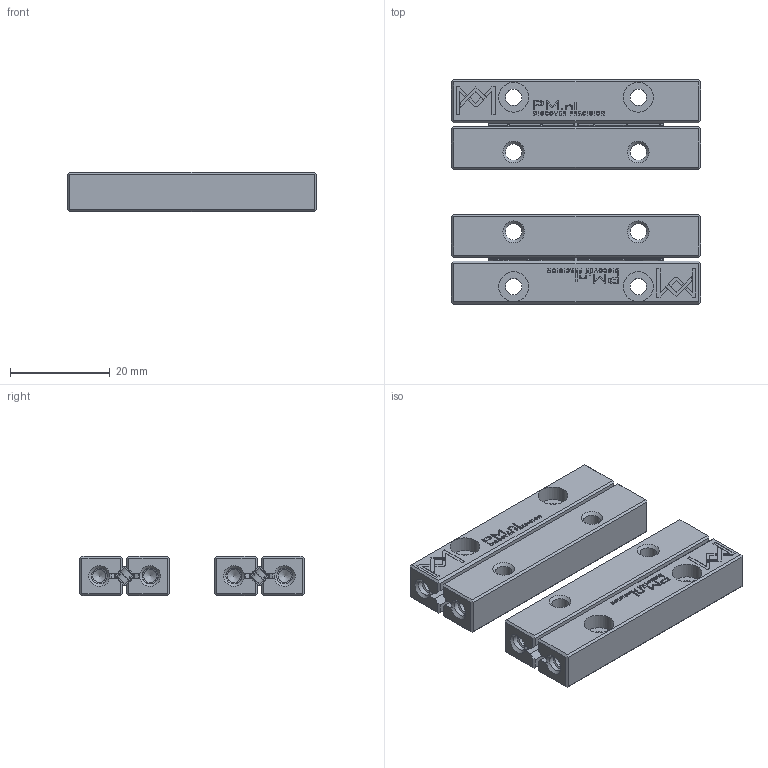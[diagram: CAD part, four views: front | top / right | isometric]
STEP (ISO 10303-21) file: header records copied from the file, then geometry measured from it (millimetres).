
FILE_DESCRIPTION(/* description */ (''),/* implementation_level */ '2;1');
FILE_NAME(/* name */ 'Set RSDE-3050x8KRE-ACC_stp.stp',/* time_stamp */ '2025-03-04T10:25:02+01:00',/* author */ (''),/* organization */ (''),/* preprocessor_version */ 'ST-DEVELOPER v16.7',/* originating_system */ 'SIEMENS PLM Software NX 12.0',/* authorisation */ '');
FILE_SCHEMA (('AUTOMOTIVE_DESIGN { 1 0 10303 214 3 1 1 1 }'));
Products named in the file (1): Set RSDE-3050x8KRE-ACC_stp
Bounding box: 50 x 45 x 8 mm (x, y, z)
Volume: 11856.2 mm3; surface area: 11332 mm2
Topology: 32 solids, 32 shells, 3020 faces, 8410 edges, 5574 vertices
Faces by surface type: plane 1836, cylinder 536, bspline 360, torus 176, extrusion 72, cone 40
Full cylindrical faces by diameter (mm): 0.45 x80, 1 x8, 2 x16, 2.6 x8, 3 x16, 3.2 x8, 3.3 x8, 6 x8
Entity records: 106922 total; most frequent: CARTESIAN_POINT 24493, ORIENTED_EDGE 16152, DIRECTION 13658, EDGE_CURVE 8076, VECTOR 5544, LINE 5472, VERTEX_POINT 5468, AXIS2_PLACEMENT_3D 4057
